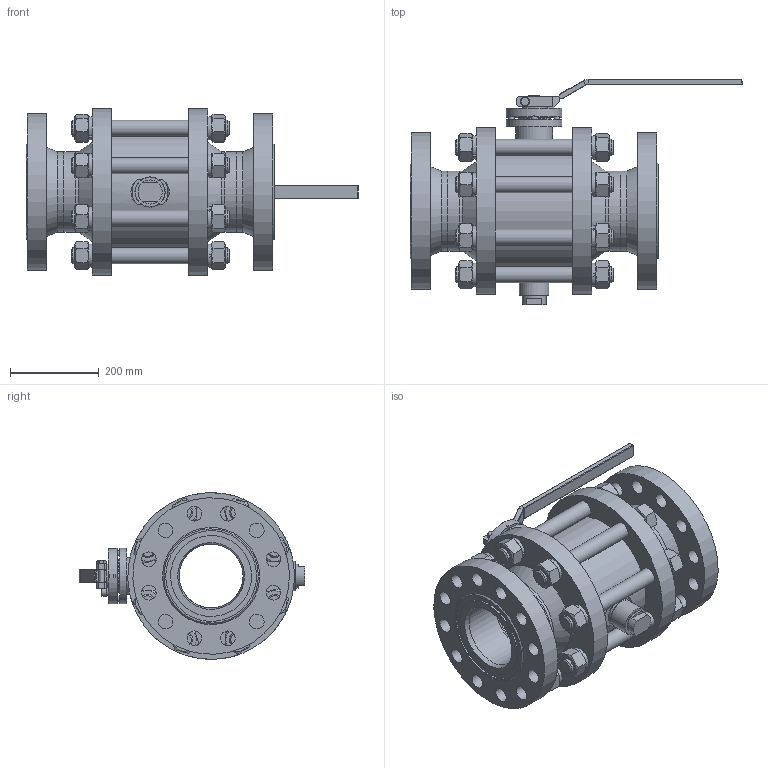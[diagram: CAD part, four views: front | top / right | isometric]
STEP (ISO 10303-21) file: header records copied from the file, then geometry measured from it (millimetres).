
FILE_DESCRIPTION(('STEP AP203'), '1');
FILE_NAME('Êðàí ïðîõîäíîé DN 150 PN 100 _ ÔÁ39.410.150.000', '', ('UNSPECIFIED'), ('UNSPECIFIED'), 'ASCON STEP Converter 1.3', 'ASCON Math Kernel', '');
FILE_SCHEMA(('CONFIG_CONTROL_DESIGN'));
Length unit declared in the file: millimetre
Products named in the file (43): 埡39.410.150.000; 埡39.410.150.020; 埡39.410.150.021; 埡39.315.150.021; 埡39.315.150.023; 埡39 315 150 030捘; 埡39 315 150 031; 埡39 315 150 032; 埡39.410.150.010; 埡39.410.150.011; 埡39.410.150.012; 埡39.421.150.021; 埡39.421.150.022; 埡39.421.150.023; 埡39.315.150.059; 埡39.410.150.001; 埡39.315.150.058; 埡39.315.150.032; 埡39.315.150.051; 埡39.315.150.052; 埡39.315.150.055; 埡39.315.150.056; 埡39.315.150.057; 埡39.315.150.040; 埡39.315.150.041; 埡39.315.150.042; 埡39.315.150.054; 埡39.315.150.053; 埡39.410.150.030; 埡39.410.150.031; 埡39.010.150.133; 埡39.315.150.074; 埡39.315.150.075; 埡39.315.150.076; 埡39.140.025.001
Assembly tree (100 placements, depth 3):
  埡39.410.150.000
    埡39.410.150.020
      埡39.410.150.021
      埡39.315.150.021
      埡39.315.150.023
    埡39 315 150 030捘
      埡39 315 150 031
      埡39 315 150 032
    埡39.410.150.010  x2
      埡39.410.150.011
      埡39.410.150.012
    埡39.421.150.021  x2
    埡39.421.150.022  x2
    埡39.421.150.023  x2
    埡39.315.150.059  x2
    (unnamed)
    (unnamed)
    埡39.410.150.001  x8
    (unnamed)  x16
    (unnamed)  x16
    埡39.315.150.058
    埡39.315.150.032
    埡39.315.150.051
    埡39.315.150.052
    埡39.315.150.055
    埡39.315.150.056  x6
    埡39.315.150.057
    埡39.315.150.040
      埡39.315.150.041
      埡39.315.150.042
    埡39.315.150.054  x4
    埡39.315.150.053
    (unnamed)  x5
    (unnamed)  x4
    埡39.410.150.030
      埡39.410.150.031
      埡39.010.150.133
    埡39.315.150.074  x2
    (unnamed)
    (unnamed)
    埡39.315.150.075
    埡39.315.150.076
    埡39.140.025.001
Bounding box: 746.29 x 507 x 374.64 mm (x, y, z)
Volume: 26758963 mm3; surface area: 3131810.8 mm2
Topology: 98 solids, 98 shells, 1114 faces, 2277 edges, 1412 vertices
Faces by surface type: plane 540, cylinder 293, cone 253, torus 27, sphere 1
Full cylindrical faces by diameter (mm): 6.647 x1, 10 x5, 10.106 x9, 12 x6, 13 x4, 14 x1, 16.376 x1, 18 x7, 20 x7, 31.67 x16, 33 x24, 36 x9, 37 x2, 39 x16, 40 x12, 41 x4, 42 x4, 42.835 x1, 43 x5, 45 x4, 46 x1, 51.5 x1, 52 x4, 54 x11, 56 x1, 66 x1, 68 x1, 72 x3, 83 x1, 125 x2
Entity records: 23099 total; most frequent: CARTESIAN_POINT 4293, DIRECTION 2522, ORIENTED_EDGE 1674, AXIS2_PLACEMENT_3D 1127, EDGE_LOOP 958, EDGE_CURVE 837, VERTEX_POINT 679, PRESENTATION_STYLE_ASSIGNMENT 568
